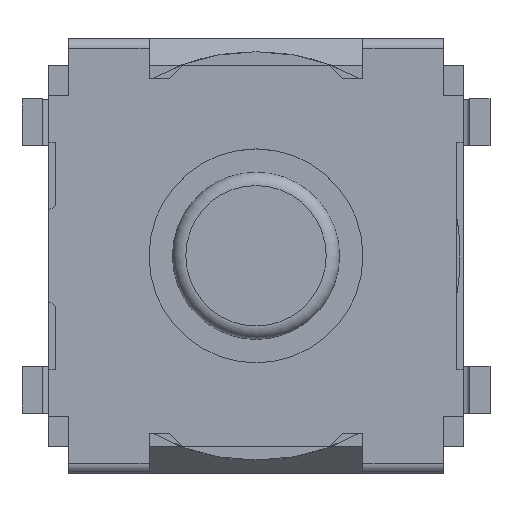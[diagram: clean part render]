
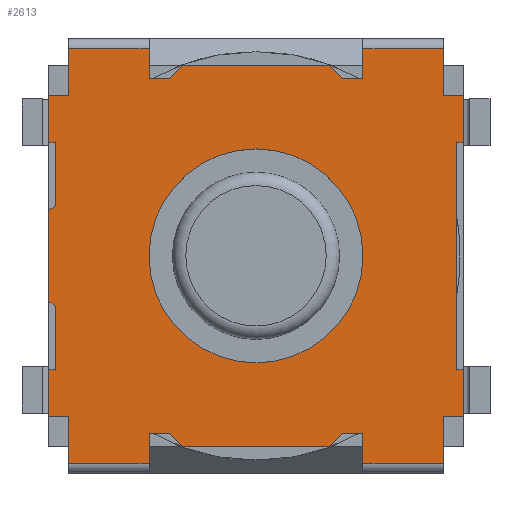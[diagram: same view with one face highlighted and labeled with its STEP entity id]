
A CAD part, top view. The second image highlights one B-rep face of the part: STEP entity #2613.
In plain terms, the highlighted planar face has unit normal (0, 0, 1).
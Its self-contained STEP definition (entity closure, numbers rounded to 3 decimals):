
#13=DIRECTION('',(0.,0.,1.));
#28=VECTOR('',#29,1.);
#29=DIRECTION('',(1.,0.,0.));
#63=VECTOR('',#64,1.);
#64=DIRECTION('',(1.,0.,0.));
#90=DIRECTION('',(0.,1.,0.));
#105=VECTOR('',#90,1.);
#150=VECTOR('',#151,1.);
#151=DIRECTION('',(0.,-1.,0.));
#158=VECTOR('',#159,1.);
#159=DIRECTION('',(-1.,0.,0.));
#381=VECTOR('',#382,1.);
#382=DIRECTION('',(-1.,0.,0.));
#406=VECTOR('',#407,1.);
#407=DIRECTION('',(0.,-1.,0.));
#422=DIRECTION('',(-1.,0.,0.));
#1234=VECTOR('',#1235,1.);
#1235=DIRECTION('',(1.,0.,0.));
#1265=VECTOR('',#422,1.);
#1563=VECTOR('',#1564,1.);
#1564=DIRECTION('',(0.,1.,0.));
#1762=VECTOR('',#1763,1.);
#1763=DIRECTION('',(0.707,0.707,0.));
#1769=VECTOR('',#1770,1.);
#1770=DIRECTION('',(1.,0.,0.));
#1776=VECTOR('',#1777,1.);
#1777=DIRECTION('',(0.707,-0.707,0.));
#1806=VECTOR('',#1807,1.);
#1807=DIRECTION('',(0.,-1.,0.));
#1951=VERTEX_POINT('',#1952);
#1952=CARTESIAN_POINT('',(1.6,3.1,2.5));
#1956=ORIENTED_EDGE('',*,*,#1957,.F.);
#1957=EDGE_CURVE('',#1958,#1951,#1960,.T.);
#1958=VERTEX_POINT('',#1959);
#1959=CARTESIAN_POINT('',(1.6,2.65,2.5));
#1960=LINE('',#1959,#1563);
#1980=VERTEX_POINT('',#1981);
#1981=CARTESIAN_POINT('',(-1.6,3.1,2.5));
#1985=EDGE_CURVE('',#1986,#1980,#1988,.T.);
#1986=VERTEX_POINT('',#1987);
#1987=CARTESIAN_POINT('',(-1.6,2.65,2.5));
#1988=LINE('',#1987,#1563);
#2029=VERTEX_POINT('',#2030);
#2030=CARTESIAN_POINT('',(-1.6,-3.1,2.5));
#2034=ORIENTED_EDGE('',*,*,#2035,.F.);
#2035=EDGE_CURVE('',#2036,#2029,#2038,.T.);
#2036=VERTEX_POINT('',#2037);
#2037=CARTESIAN_POINT('',(-1.6,-2.65,2.5));
#2038=LINE('',#2037,#406);
#2058=VERTEX_POINT('',#2059);
#2059=CARTESIAN_POINT('',(1.6,-3.1,2.5));
#2063=EDGE_CURVE('',#2064,#2058,#2066,.T.);
#2064=VERTEX_POINT('',#2065);
#2065=CARTESIAN_POINT('',(1.6,-2.65,2.5));
#2066=LINE('',#2065,#406);
#2077=VERTEX_POINT('',#2078);
#2078=CARTESIAN_POINT('',(2.8,-2.4,2.5));
#2093=VERTEX_POINT('',#2094);
#2094=CARTESIAN_POINT('',(2.8,-3.1,2.5));
#2097=ORIENTED_EDGE('',*,*,#2098,.T.);
#2098=EDGE_CURVE('',#2093,#2077,#2099,.T.);
#2099=LINE('',#2094,#2100);
#2100=VECTOR('',#2101,1.);
#2101=DIRECTION('',(0.,1.,0.));
#2166=VERTEX_POINT('',#2167);
#2167=CARTESIAN_POINT('',(-2.8,-2.4,2.5));
#2169=ORIENTED_EDGE('',*,*,#2170,.T.);
#2170=EDGE_CURVE('',#2166,#2171,#2173,.T.);
#2171=VERTEX_POINT('',#2172);
#2172=CARTESIAN_POINT('',(-2.8,-3.1,2.5));
#2173=LINE('',#2167,#1806);
#2206=VECTOR('',#2207,1.);
#2207=DIRECTION('',(-0.,-1.,-0.));
#2224=VECTOR('',#2225,1.);
#2225=DIRECTION('',(-0.819,-0.573,-0.));
#2236=VECTOR('',#2237,1.);
#2237=DIRECTION('',(0.819,-0.573,0.));
#2247=VECTOR('',#2248,1.);
#2248=DIRECTION('',(-1.,-0.,-0.));
#2315=ORIENTED_EDGE('',*,*,#2316,.T.);
#2316=EDGE_CURVE('',#2036,#2317,#2319,.T.);
#2317=VERTEX_POINT('',#2318);
#2318=CARTESIAN_POINT('',(-1.3,-2.65,2.5));
#2319=LINE('',#2320,#28);
#2320=CARTESIAN_POINT('',(-3.,-2.65,2.5));
#2330=ORIENTED_EDGE('',*,*,#2331,.T.);
#2331=EDGE_CURVE('',#2317,#2332,#2334,.T.);
#2332=VERTEX_POINT('',#2333);
#2333=CARTESIAN_POINT('',(-1.1,-2.85,2.5));
#2334=LINE('',#2318,#1776);
#2346=ORIENTED_EDGE('',*,*,#2347,.T.);
#2347=EDGE_CURVE('',#2332,#2348,#2350,.T.);
#2348=VERTEX_POINT('',#2349);
#2349=CARTESIAN_POINT('',(1.1,-2.85,2.5));
#2350=LINE('',#2333,#1769);
#2361=ORIENTED_EDGE('',*,*,#2362,.T.);
#2362=EDGE_CURVE('',#2348,#2363,#2365,.T.);
#2363=VERTEX_POINT('',#2364);
#2364=CARTESIAN_POINT('',(1.3,-2.65,2.5));
#2365=LINE('',#2349,#1762);
#2376=ORIENTED_EDGE('',*,*,#2377,.T.);
#2377=EDGE_CURVE('',#2363,#2064,#2319,.T.);
#2385=VERTEX_POINT('',#2386);
#2386=CARTESIAN_POINT('',(3.,-1.7,2.5));
#2388=ORIENTED_EDGE('',*,*,#2389,.T.);
#2389=EDGE_CURVE('',#2385,#2390,#2392,.T.);
#2390=VERTEX_POINT('',#2391);
#2391=CARTESIAN_POINT('',(3.,1.7,2.5));
#2392=LINE('',#2393,#105);
#2393=CARTESIAN_POINT('',(3.,-2.65,2.5));
#2404=EDGE_CURVE('',#2385,#2405,#2407,.T.);
#2405=VERTEX_POINT('',#2406);
#2406=CARTESIAN_POINT('',(3.1,-1.7,2.5));
#2407=LINE('',#2386,#28);
#2418=EDGE_CURVE('',#2405,#2419,#2421,.T.);
#2419=VERTEX_POINT('',#2420);
#2420=CARTESIAN_POINT('',(3.1,-2.4,2.5));
#2421=LINE('',#2406,#150);
#2431=ORIENTED_EDGE('',*,*,#2432,.T.);
#2432=EDGE_CURVE('',#2077,#2419,#2433,.T.);
#2433=LINE('',#2078,#2434);
#2434=VECTOR('',#2435,1.);
#2435=DIRECTION('',(1.,0.,0.));
#2444=ORIENTED_EDGE('',*,*,#2445,.T.);
#2445=EDGE_CURVE('',#1958,#2446,#2448,.T.);
#2446=VERTEX_POINT('',#2447);
#2447=CARTESIAN_POINT('',(1.3,2.65,2.5));
#2448=LINE('',#2449,#158);
#2449=CARTESIAN_POINT('',(3.,2.65,2.5));
#2460=VERTEX_POINT('',#2461);
#2461=CARTESIAN_POINT('',(2.8,2.4,2.5));
#2476=VERTEX_POINT('',#2477);
#2477=CARTESIAN_POINT('',(2.8,3.1,2.5));
#2481=EDGE_CURVE('',#2460,#2476,#2482,.T.);
#2482=LINE('',#2461,#105);
#2491=EDGE_CURVE('',#2492,#2460,#2494,.T.);
#2492=VERTEX_POINT('',#2493);
#2493=CARTESIAN_POINT('',(3.1,2.4,2.5));
#2494=LINE('',#2493,#2495);
#2495=VECTOR('',#2496,1.);
#2496=DIRECTION('',(-1.,0.,0.));
#2507=EDGE_CURVE('',#2492,#2508,#2510,.T.);
#2508=VERTEX_POINT('',#2509);
#2509=CARTESIAN_POINT('',(3.1,1.7,2.5));
#2510=LINE('',#2493,#150);
#2521=EDGE_CURVE('',#2508,#2390,#2522,.T.);
#2522=LINE('',#2509,#158);
#2530=VERTEX_POINT('',#2531);
#2531=CARTESIAN_POINT('',(1.1,2.85,2.5));
#2534=EDGE_CURVE('',#2530,#2446,#2535,.T.);
#2535=LINE('',#2531,#1776);
#2544=VERTEX_POINT('',#2545);
#2545=CARTESIAN_POINT('',(-1.1,2.85,2.5));
#2548=EDGE_CURVE('',#2544,#2530,#2549,.T.);
#2549=LINE('',#2545,#1234);
#2559=VERTEX_POINT('',#2560);
#2560=CARTESIAN_POINT('',(-1.3,2.65,2.5));
#2563=EDGE_CURVE('',#2559,#2544,#2564,.T.);
#2564=LINE('',#2560,#1762);
#2572=ORIENTED_EDGE('',*,*,#2573,.T.);
#2573=EDGE_CURVE('',#2559,#1986,#2448,.T.);
#2613=ADVANCED_FACE('',(#2614,#2699),#2708,.T.);
#2614=FACE_BOUND('',#2615,.T.);
#2615=EDGE_LOOP('',(#2616,#2623,#2628,#2633,#2639,#2644,#2649,#2654,#2658,#2663,#2668,#2169,#2671,#2034,#2315,#2330,#2346,#2361,#2376,#2674,#2675,#2097,#2431,#2678,#2679,#2388,#2680,#2681,#2682,#2683,#2684,#1956,#2444,#2687,#2688,#2689,#2572,#2690,#2691,#2696));
#2616=ORIENTED_EDGE('',*,*,#2617,.T.);
#2617=EDGE_CURVE('',#2618,#2620,#2622,.T.);
#2618=VERTEX_POINT('',#2619);
#2619=CARTESIAN_POINT('',(-2.8,2.4,2.5));
#2620=VERTEX_POINT('',#2621);
#2621=CARTESIAN_POINT('',(-3.1,2.4,2.5));
#2622=LINE('',#2619,#2495);
#2623=ORIENTED_EDGE('',*,*,#2624,.T.);
#2624=EDGE_CURVE('',#2620,#2625,#2627,.T.);
#2625=VERTEX_POINT('',#2626);
#2626=CARTESIAN_POINT('',(-3.1,1.7,2.5));
#2627=LINE('',#2621,#2206);
#2628=ORIENTED_EDGE('',*,*,#2629,.T.);
#2629=EDGE_CURVE('',#2625,#2630,#2632,.T.);
#2630=VERTEX_POINT('',#2631);
#2631=CARTESIAN_POINT('',(-3.,1.7,2.5));
#2632=LINE('',#2626,#28);
#2633=ORIENTED_EDGE('',*,*,#2634,.T.);
#2634=EDGE_CURVE('',#2630,#2635,#2637,.T.);
#2635=VERTEX_POINT('',#2636);
#2636=CARTESIAN_POINT('',(-3.,0.75,2.5));
#2637=LINE('',#2638,#150);
#2638=CARTESIAN_POINT('',(-3.,2.65,2.5));
#2639=ORIENTED_EDGE('',*,*,#2640,.T.);
#2640=EDGE_CURVE('',#2635,#2641,#2643,.T.);
#2641=VERTEX_POINT('',#2642);
#2642=CARTESIAN_POINT('',(-3.1,0.68,2.5));
#2643=LINE('',#2636,#2224);
#2644=ORIENTED_EDGE('',*,*,#2645,.T.);
#2645=EDGE_CURVE('',#2641,#2646,#2648,.T.);
#2646=VERTEX_POINT('',#2647);
#2647=CARTESIAN_POINT('',(-3.1,-0.68,2.5));
#2648=LINE('',#2642,#2206);
#2649=ORIENTED_EDGE('',*,*,#2650,.T.);
#2650=EDGE_CURVE('',#2646,#2651,#2653,.T.);
#2651=VERTEX_POINT('',#2652);
#2652=CARTESIAN_POINT('',(-3.,-0.75,2.5));
#2653=LINE('',#2647,#2236);
#2654=ORIENTED_EDGE('',*,*,#2655,.T.);
#2655=EDGE_CURVE('',#2651,#2656,#2637,.T.);
#2656=VERTEX_POINT('',#2657);
#2657=CARTESIAN_POINT('',(-3.,-1.7,2.5));
#2658=ORIENTED_EDGE('',*,*,#2659,.T.);
#2659=EDGE_CURVE('',#2656,#2660,#2662,.T.);
#2660=VERTEX_POINT('',#2661);
#2661=CARTESIAN_POINT('',(-3.1,-1.7,2.5));
#2662=LINE('',#2657,#2247);
#2663=ORIENTED_EDGE('',*,*,#2664,.T.);
#2664=EDGE_CURVE('',#2660,#2665,#2667,.T.);
#2665=VERTEX_POINT('',#2666);
#2666=CARTESIAN_POINT('',(-3.1,-2.4,2.5));
#2667=LINE('',#2661,#2206);
#2668=ORIENTED_EDGE('',*,*,#2669,.T.);
#2669=EDGE_CURVE('',#2665,#2166,#2670,.T.);
#2670=LINE('',#2666,#2434);
#2671=ORIENTED_EDGE('',*,*,#2672,.F.);
#2672=EDGE_CURVE('',#2029,#2171,#2673,.T.);
#2673=LINE('',#2030,#1265);
#2674=ORIENTED_EDGE('',*,*,#2063,.T.);
#2675=ORIENTED_EDGE('',*,*,#2676,.T.);
#2676=EDGE_CURVE('',#2058,#2093,#2677,.T.);
#2677=LINE('',#2059,#63);
#2678=ORIENTED_EDGE('',*,*,#2418,.F.);
#2679=ORIENTED_EDGE('',*,*,#2404,.F.);
#2680=ORIENTED_EDGE('',*,*,#2521,.F.);
#2681=ORIENTED_EDGE('',*,*,#2507,.F.);
#2682=ORIENTED_EDGE('',*,*,#2491,.T.);
#2683=ORIENTED_EDGE('',*,*,#2481,.T.);
#2684=ORIENTED_EDGE('',*,*,#2685,.F.);
#2685=EDGE_CURVE('',#1951,#2476,#2686,.T.);
#2686=LINE('',#1952,#1234);
#2687=ORIENTED_EDGE('',*,*,#2534,.F.);
#2688=ORIENTED_EDGE('',*,*,#2548,.F.);
#2689=ORIENTED_EDGE('',*,*,#2563,.F.);
#2690=ORIENTED_EDGE('',*,*,#1985,.T.);
#2691=ORIENTED_EDGE('',*,*,#2692,.T.);
#2692=EDGE_CURVE('',#1980,#2693,#2695,.T.);
#2693=VERTEX_POINT('',#2694);
#2694=CARTESIAN_POINT('',(-2.8,3.1,2.5));
#2695=LINE('',#1981,#381);
#2696=ORIENTED_EDGE('',*,*,#2697,.T.);
#2697=EDGE_CURVE('',#2693,#2618,#2698,.T.);
#2698=LINE('',#2694,#150);
#2699=FACE_BOUND('',#2700,.T.);
#2700=EDGE_LOOP('',(#2701));
#2701=ORIENTED_EDGE('',*,*,#2702,.F.);
#2702=EDGE_CURVE('',#2703,#2703,#2705,.T.);
#2703=VERTEX_POINT('',#2704);
#2704=CARTESIAN_POINT('',(1.6,0.,2.5));
#2705=CIRCLE('',#2706,1.6);
#2706=AXIS2_PLACEMENT_3D('',#2707,#13,#29);
#2707=CARTESIAN_POINT('',(0.,0.,2.5));
#2708=PLANE('',#2706);
